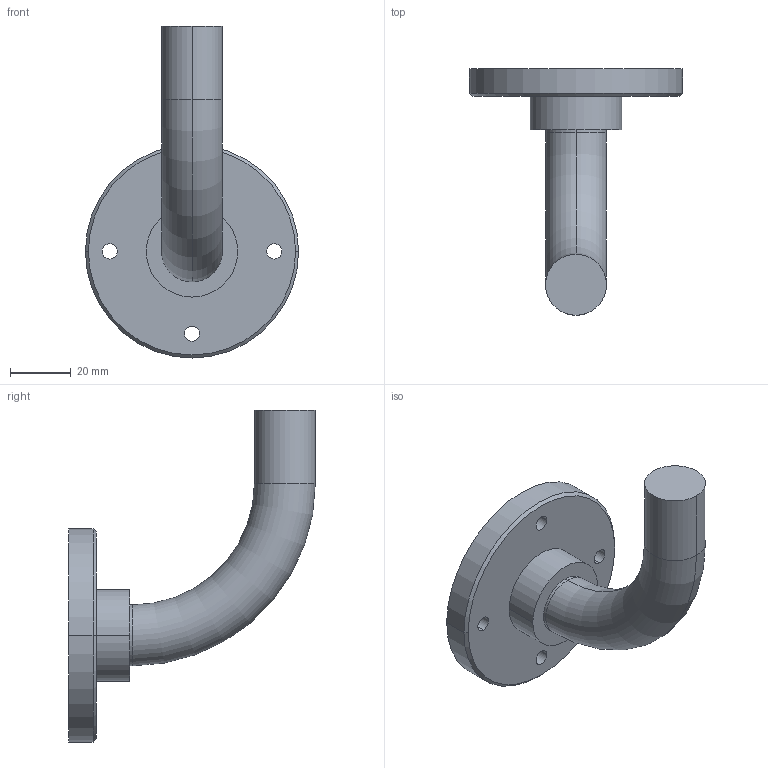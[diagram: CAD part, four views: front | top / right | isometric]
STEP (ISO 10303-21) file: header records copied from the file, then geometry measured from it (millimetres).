
FILE_DESCRIPTION((''),'2;1');
FILE_NAME('3d_8LT7BM02.stp','2012-10-02T14:08:50',(''),(''),'Mechanical Desktop 2011','Mechanical Desktop 2011',', , ');
FILE_SCHEMA(('CONFIG_CONTROL_DESIGN'));
Length unit declared in the file: millimetre
Products named in the file (1): Product
Bounding box: 70 x 81 x 109 mm (x, y, z)
Volume: 74123.7 mm3; surface area: 18125 mm2
Topology: 2 solids, 2 shells, 25 faces, 55 edges, 35 vertices
Faces by surface type: cylinder 16, plane 5, torus 2, cone 2
Entity records: 815 total; most frequent: DIRECTION 144, CARTESIAN_POINT 116, ORIENTED_EDGE 110, AXIS2_PLACEMENT_3D 63, EDGE_CURVE 55, CIRCLE 37, VERTEX_POINT 35, EDGE_LOOP 34
